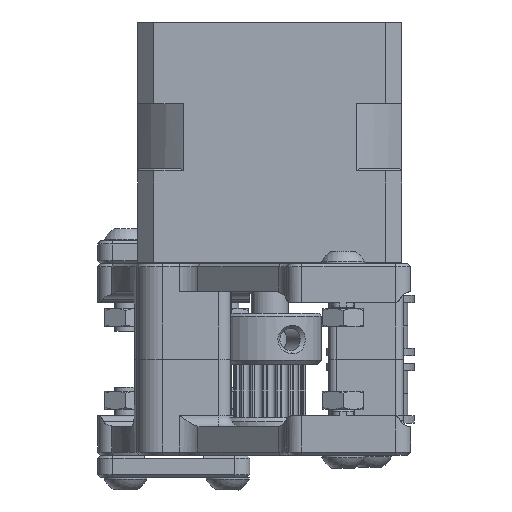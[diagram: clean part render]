
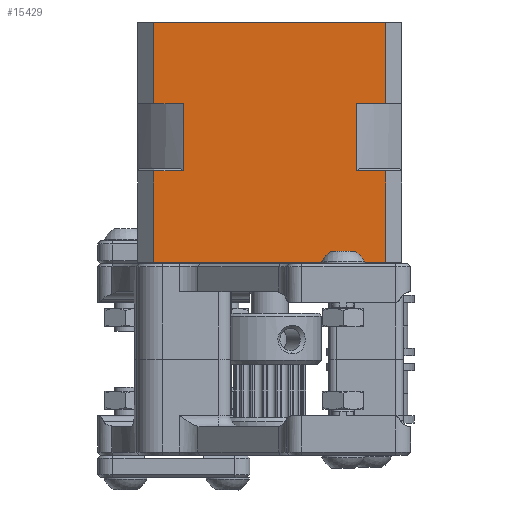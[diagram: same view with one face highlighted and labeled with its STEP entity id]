
A CAD part, left-side view. The second image highlights one B-rep face of the part: STEP entity #15429.
In plain terms, the highlighted face is planar.
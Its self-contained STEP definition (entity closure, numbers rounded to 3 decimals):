
#1748=FACE_OUTER_BOUND('',#2756,.T.);
#2756=EDGE_LOOP('',(#13419,#13420,#13421,#13422,#13423,#13424,#13425,#13426,
#13427,#13428,#13429,#13430));
#4077=LINE('',#28083,#5331);
#4086=LINE('',#28101,#5340);
#4094=LINE('',#28116,#5348);
#4113=LINE('',#28160,#5367);
#4115=LINE('',#28165,#5369);
#4135=LINE('',#28232,#5389);
#4142=LINE('',#28249,#5396);
#4144=LINE('',#28254,#5398);
#4146=LINE('',#28257,#5400);
#4148=LINE('',#28261,#5402);
#4149=LINE('',#28263,#5403);
#4150=LINE('',#28264,#5404);
#5331=VECTOR('',#21211,1000.);
#5340=VECTOR('',#21224,1000.);
#5348=VECTOR('',#21234,1000.);
#5367=VECTOR('',#21269,1000.);
#5369=VECTOR('',#21275,1000.);
#5389=VECTOR('',#21351,1000.);
#5396=VECTOR('',#21364,1000.);
#5398=VECTOR('',#21368,1000.);
#5400=VECTOR('',#21372,1000.);
#5402=VECTOR('',#21376,1000.);
#5403=VECTOR('',#21377,1000.);
#5404=VECTOR('',#21378,1000.);
#7428=VERTEX_POINT('',#28080);
#7429=VERTEX_POINT('',#28082);
#7436=VERTEX_POINT('',#28099);
#7440=VERTEX_POINT('',#28109);
#7459=VERTEX_POINT('',#28158);
#7460=VERTEX_POINT('',#28164);
#7478=VERTEX_POINT('',#28229);
#7479=VERTEX_POINT('',#28231);
#7486=VERTEX_POINT('',#28247);
#7488=VERTEX_POINT('',#28253);
#7489=VERTEX_POINT('',#28260);
#7490=VERTEX_POINT('',#28262);
#9416=EDGE_CURVE('',#7428,#7429,#4077,.T.);
#9425=EDGE_CURVE('',#7428,#7436,#4086,.T.);
#9433=EDGE_CURVE('',#7440,#7429,#4094,.T.);
#9455=EDGE_CURVE('',#7436,#7459,#4113,.T.);
#9457=EDGE_CURVE('',#7460,#7440,#4115,.T.);
#9487=EDGE_CURVE('',#7479,#7478,#4135,.T.);
#9496=EDGE_CURVE('',#7459,#7486,#4142,.T.);
#9498=EDGE_CURVE('',#7488,#7479,#4144,.T.);
#9500=EDGE_CURVE('',#7488,#7486,#4146,.T.);
#9502=EDGE_CURVE('',#7478,#7489,#4148,.T.);
#9503=EDGE_CURVE('',#7490,#7489,#4149,.T.);
#9504=EDGE_CURVE('',#7490,#7460,#4150,.T.);
#13419=ORIENTED_EDGE('',*,*,#9496,.T.);
#13420=ORIENTED_EDGE('',*,*,#9500,.F.);
#13421=ORIENTED_EDGE('',*,*,#9498,.T.);
#13422=ORIENTED_EDGE('',*,*,#9487,.T.);
#13423=ORIENTED_EDGE('',*,*,#9502,.T.);
#13424=ORIENTED_EDGE('',*,*,#9503,.F.);
#13425=ORIENTED_EDGE('',*,*,#9504,.T.);
#13426=ORIENTED_EDGE('',*,*,#9457,.T.);
#13427=ORIENTED_EDGE('',*,*,#9433,.T.);
#13428=ORIENTED_EDGE('',*,*,#9416,.F.);
#13429=ORIENTED_EDGE('',*,*,#9425,.T.);
#13430=ORIENTED_EDGE('',*,*,#9455,.T.);
#14638=PLANE('',#17138);
#15429=ADVANCED_FACE('',(#1748),#14638,.T.);
#17138=AXIS2_PLACEMENT_3D('',#28259,#21374,#21375);
#21211=DIRECTION('',(1.,0.,0.));
#21224=DIRECTION('',(0.,-1.,0.));
#21234=DIRECTION('',(0.,1.,0.));
#21269=DIRECTION('',(1.,0.,0.));
#21275=DIRECTION('',(1.,0.,0.));
#21351=DIRECTION('',(1.,0.,0.));
#21364=DIRECTION('',(0.,-1.,0.));
#21368=DIRECTION('',(0.,-1.,0.));
#21372=DIRECTION('',(1.,0.,0.));
#21374=DIRECTION('center_axis',(0.,0.,1.));
#21375=DIRECTION('ref_axis',(1.,0.,0.));
#21376=DIRECTION('',(0.,1.,0.));
#21377=DIRECTION('',(1.,0.,0.));
#21378=DIRECTION('',(0.,1.,0.));
#28080=CARTESIAN_POINT('',(-32.978,40.157,35.126));
#28082=CARTESIAN_POINT('',(-2.074,40.157,35.126));
#28083=CARTESIAN_POINT('',(-8.763,40.157,35.126));
#28099=CARTESIAN_POINT('',(-32.978,27.985,35.126));
#28101=CARTESIAN_POINT('',(-32.978,0.,35.126));
#28109=CARTESIAN_POINT('',(-2.074,27.985,35.126));
#28116=CARTESIAN_POINT('',(-2.074,0.,35.126));
#28158=CARTESIAN_POINT('',(-29.016,27.985,35.126));
#28160=CARTESIAN_POINT('',(-4.382,27.985,35.126));
#28164=CARTESIAN_POINT('',(-6.036,27.985,35.126));
#28165=CARTESIAN_POINT('',(-4.382,27.985,35.126));
#28229=CARTESIAN_POINT('',(-2.074,8.157,35.126));
#28231=CARTESIAN_POINT('',(-32.978,8.157,35.126));
#28232=CARTESIAN_POINT('',(-8.763,8.157,35.126));
#28247=CARTESIAN_POINT('',(-29.016,19.024,35.126));
#28249=CARTESIAN_POINT('',(-29.016,11.024,35.126));
#28253=CARTESIAN_POINT('',(-32.978,19.024,35.126));
#28254=CARTESIAN_POINT('',(-32.978,20.,35.126));
#28257=CARTESIAN_POINT('',(-8.763,19.024,35.126));
#28259=CARTESIAN_POINT('Origin',(0.,20.,35.126));
#28260=CARTESIAN_POINT('',(-2.074,19.024,35.126));
#28261=CARTESIAN_POINT('',(-2.074,20.,35.126));
#28262=CARTESIAN_POINT('',(-6.036,19.024,35.126));
#28263=CARTESIAN_POINT('',(-8.763,19.024,35.126));
#28264=CARTESIAN_POINT('',(-6.036,11.024,35.126));
